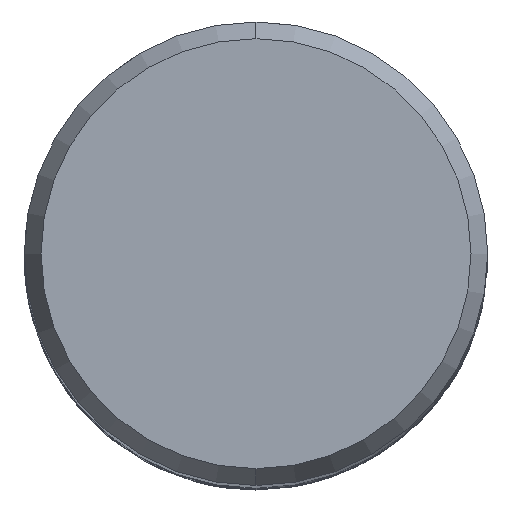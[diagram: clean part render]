
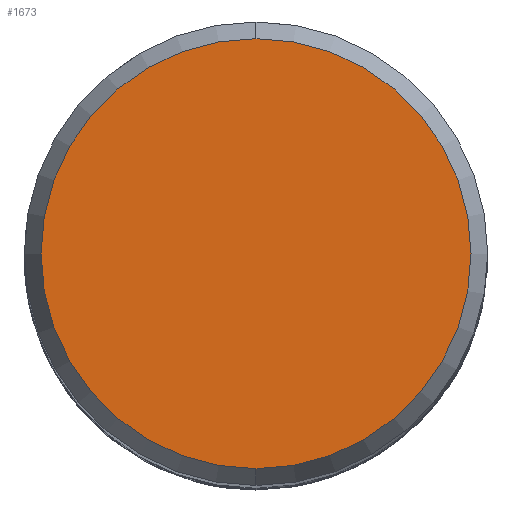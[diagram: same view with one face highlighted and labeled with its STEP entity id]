
A CAD part, top view. The second image highlights one B-rep face of the part: STEP entity #1673.
In plain terms, the highlighted planar face has unit normal (0, 0, 1).
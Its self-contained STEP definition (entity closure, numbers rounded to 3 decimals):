
#1507=EDGE_CURVE('',#1883,#2047,#2994,.T.);
#1673=ADVANCED_FACE('',(#3175),#3176,.T.);
#1883=VERTEX_POINT('',#3404);
#2047=VERTEX_POINT('',#3581);
#2051=EDGE_CURVE('',#2047,#1883,#3585,.T.);
#2994=CIRCLE('',#14230,7.423);
#3175=FACE_OUTER_BOUND('',#15891,.T.);
#3176=PLANE('',#15892);
#3404=CARTESIAN_POINT('',(0.0,7.423,0.0));
#3581=CARTESIAN_POINT('',(0.,-7.423,0.0));
#3585=CIRCLE('',#19603,7.423);
#14230=AXIS2_PLACEMENT_3D('',#22194,#22195,#22196);
#15891=EDGE_LOOP('',(#22362,#22363));
#15892=AXIS2_PLACEMENT_3D('',#22364,#22365,#22366);
#19603=AXIS2_PLACEMENT_3D('',#22728,#22729,#22730);
#22194=CARTESIAN_POINT('',(0.0,0.0,0.0));
#22195=DIRECTION('',(0.0,0.0,-1.0));
#22196=DIRECTION('',(0.0,1.0,0.0));
#22362=ORIENTED_EDGE('',*,*,#1507,.F.);
#22363=ORIENTED_EDGE('',*,*,#2051,.F.);
#22364=CARTESIAN_POINT('',(0.0,3.711,0.0));
#22365=DIRECTION('',(-0.0,0.0,1.0));
#22366=DIRECTION('',(0.0,-1.0,0.0));
#22728=CARTESIAN_POINT('',(0.0,0.0,0.0));
#22729=DIRECTION('',(0.0,0.0,-1.0));
#22730=DIRECTION('',(0.0,1.0,0.0));
